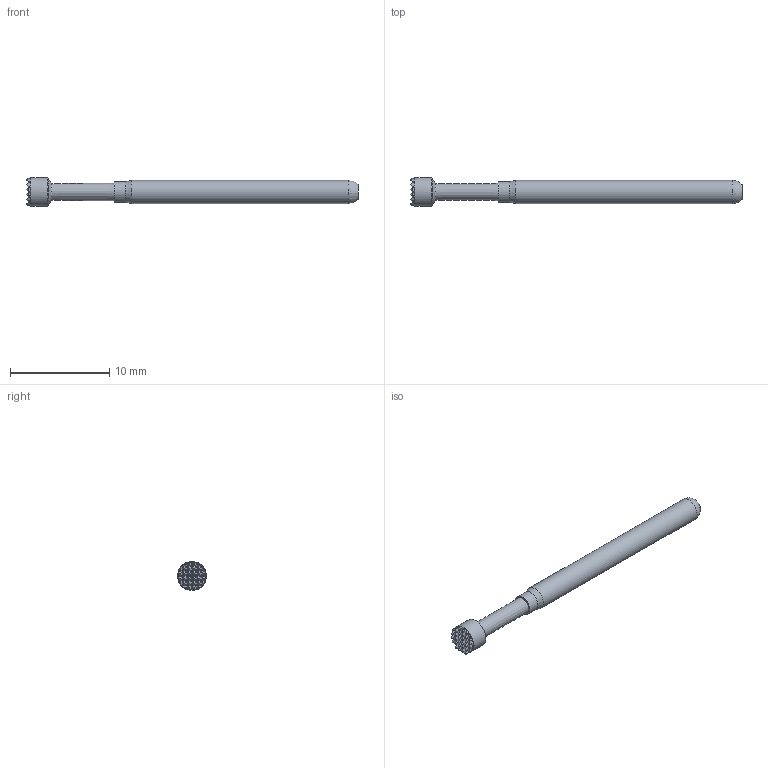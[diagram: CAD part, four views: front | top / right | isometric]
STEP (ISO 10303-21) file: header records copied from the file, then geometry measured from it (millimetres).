
FILE_DESCRIPTION (( 'STEP AP214' ), '1' );
FILE_NAME ('156-PR_2519_.STEP', '2018-08-09T15:07:59', ( '' ), ( '' ), 'SwSTEP 2.0', 'SolidWorks 2017', '' );
FILE_SCHEMA (( 'AUTOMOTIVE_DESIGN' ));
Length unit declared in the file: inch
Products named in the file (1): 156-PR_2519_
Bounding box: 33.53 x 2.92 x 2.92 mm (x, y, z)
Volume: 133.6 mm3; surface area: 252.8 mm2
Topology: 1 solids, 1 shells, 263 faces, 712 edges, 445 vertices
Faces by surface type: cone 149, bspline 108, cylinder 3, plane 2, sphere 1
Full cylindrical faces by diameter (mm): 2.057 x1, 2.349 x1, 2.921 x1
Entity records: 15085 total; most frequent: CARTESIAN_POINT 6332, ORIENTED_EDGE 1384, DIRECTION 748, EDGE_CURVE 692, B_SPLINE_CURVE_WITH_KNOTS 469, VERTEX_POINT 441, AXIS2_PLACEMENT_3D 374, EDGE_LOOP 273
